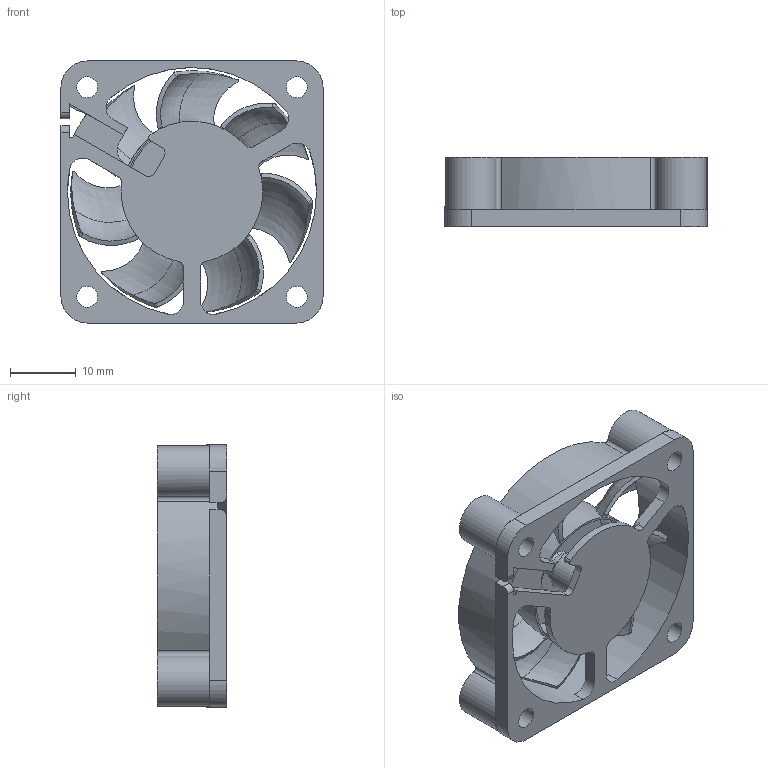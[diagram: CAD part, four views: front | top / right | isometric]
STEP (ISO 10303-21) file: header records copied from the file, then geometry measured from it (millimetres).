
FILE_DESCRIPTION((''),'2;1');
FILE_NAME('401000_ASM','2024-09-02T15:03:47',('Administrator1'),(''),'CREO PARAMETRIC BY PTC INC, 2019010','CREO PARAMETRIC BY PTC INC, 2019010','');
FILE_SCHEMA(('CONFIG_CONTROL_DESIGN','SHAPE_APPEARANCE_LAYERS_GROUPS'));
Length unit declared in the file: millimetre
Products named in the file (3): 401000; 4010000; 401000_ASM
Assembly tree (2 placements, depth 2):
  401000_ASM
    401000
    4010000
Bounding box: 40 x 10.6 x 40 mm (x, y, z)
Volume: 4792.1 mm3; surface area: 8588.8 mm2
Topology: 2 solids, 2 shells, 231 faces, 668 edges, 447 vertices
Faces by surface type: cylinder 77, bspline 77, plane 69, cone 4, torus 4
Entity records: 13803 total; most frequent: CARTESIAN_POINT 7987, ORIENTED_EDGE 1336, DIRECTION 1002, EDGE_CURVE 668, VERTEX_POINT 447, AXIS2_PLACEMENT_3D 364, VECTOR 274, LINE 274
